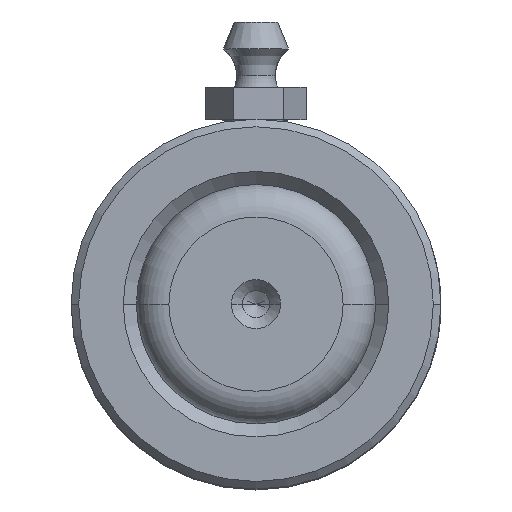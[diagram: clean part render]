
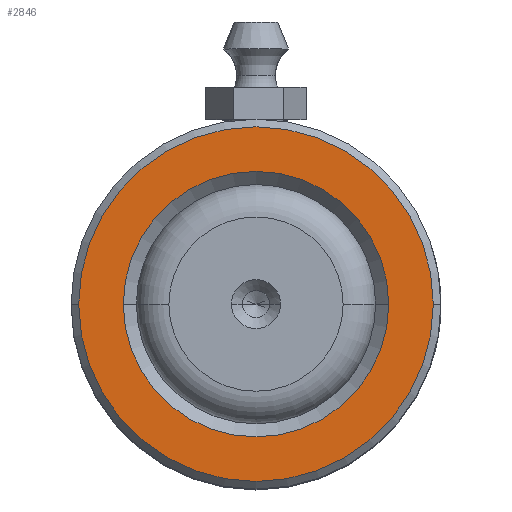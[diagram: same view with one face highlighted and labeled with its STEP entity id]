
A CAD part, top view. The second image highlights one B-rep face of the part: STEP entity #2846.
In plain terms, the highlighted planar face has unit normal (0, 0, 1).
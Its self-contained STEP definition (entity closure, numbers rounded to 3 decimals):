
#31 = VERTEX_POINT ( 'NONE', #1193 ) ;
#39 = DIRECTION ( 'NONE',  ( 1., 0., 0. ) ) ;
#778 = DIRECTION ( 'NONE',  ( 0., 0., 1. ) ) ;
#950 = CARTESIAN_POINT ( 'NONE',  ( 16.3, 0., 50. ) ) ;
#960 = DIRECTION ( 'NONE',  ( 1., 0., 0. ) ) ;
#1193 = CARTESIAN_POINT ( 'NONE',  ( 12.2, 0., 50. ) ) ;
#1348 = FACE_BOUND ( 'NONE', #5061, .T. ) ;
#1359 = ORIENTED_EDGE ( 'NONE', *, *, #5611, .T. ) ;
#1485 = CARTESIAN_POINT ( 'NONE',  ( -12.2, 0., 50. ) ) ;
#2096 = EDGE_CURVE ( 'NONE', #3783, #7013, #7518, .T. ) ;
#2401 = AXIS2_PLACEMENT_3D ( 'NONE', #4847, #5382, #4816 ) ;
#2443 = CIRCLE ( 'NONE', #6483, 12.2 ) ;
#2653 = DIRECTION ( 'NONE',  ( 0., 0., 1. ) ) ;
#2656 = DIRECTION ( 'NONE',  ( 1., 0., 0. ) ) ;
#2718 = CIRCLE ( 'NONE', #2401, 12.2 ) ;
#2846 = ADVANCED_FACE ( 'NONE', ( #6501, #1348 ), #6511, .T. ) ;
#2915 = CARTESIAN_POINT ( 'NONE',  ( 0., 0., 50. ) ) ;
#3260 = AXIS2_PLACEMENT_3D ( 'NONE', #2915, #2653, #960 ) ;
#3663 = ORIENTED_EDGE ( 'NONE', *, *, #5958, .T. ) ;
#3755 = ORIENTED_EDGE ( 'NONE', *, *, #5982, .T. ) ;
#3783 = VERTEX_POINT ( 'NONE', #950 ) ;
#3817 = EDGE_LOOP ( 'NONE', ( #3663, #5837 ) ) ;
#3866 = CARTESIAN_POINT ( 'NONE',  ( 0., 0., 50. ) ) ;
#3880 = CARTESIAN_POINT ( 'NONE',  ( 0., 0., 50. ) ) ;
#4597 = CARTESIAN_POINT ( 'NONE',  ( 0., 0., 50. ) ) ;
#4816 = DIRECTION ( 'NONE',  ( 1., 0., 0. ) ) ;
#4847 = CARTESIAN_POINT ( 'NONE',  ( 0., 0., 50. ) ) ;
#5049 = AXIS2_PLACEMENT_3D ( 'NONE', #3866, #778, #2656 ) ;
#5061 = EDGE_LOOP ( 'NONE', ( #3755, #1359 ) ) ;
#5177 = DIRECTION ( 'NONE',  ( 1., 0., 0. ) ) ;
#5263 = DIRECTION ( 'NONE',  ( 0., 0., 1. ) ) ;
#5354 = AXIS2_PLACEMENT_3D ( 'NONE', #4597, #5263, #5177 ) ;
#5382 = DIRECTION ( 'NONE',  ( 0., 0., -1. ) ) ;
#5453 = VERTEX_POINT ( 'NONE', #1485 ) ;
#5611 = EDGE_CURVE ( 'NONE', #5453, #31, #2718, .T. ) ;
#5675 = CARTESIAN_POINT ( 'NONE',  ( -16.3, 0., 50. ) ) ;
#5837 = ORIENTED_EDGE ( 'NONE', *, *, #2096, .T. ) ;
#5958 = EDGE_CURVE ( 'NONE', #7013, #3783, #7396, .T. ) ;
#5982 = EDGE_CURVE ( 'NONE', #31, #5453, #2443, .T. ) ;
#6419 = DIRECTION ( 'NONE',  ( 0., 0., -1. ) ) ;
#6483 = AXIS2_PLACEMENT_3D ( 'NONE', #3880, #6419, #39 ) ;
#6501 = FACE_OUTER_BOUND ( 'NONE', #3817, .T. ) ;
#6511 = PLANE ( 'NONE',  #5049 ) ;
#7013 = VERTEX_POINT ( 'NONE', #5675 ) ;
#7396 = CIRCLE ( 'NONE', #3260, 16.3 ) ;
#7518 = CIRCLE ( 'NONE', #5354, 16.3 ) ;
